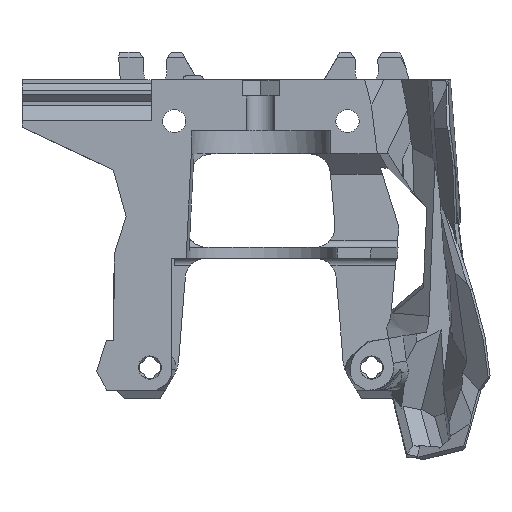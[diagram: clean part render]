
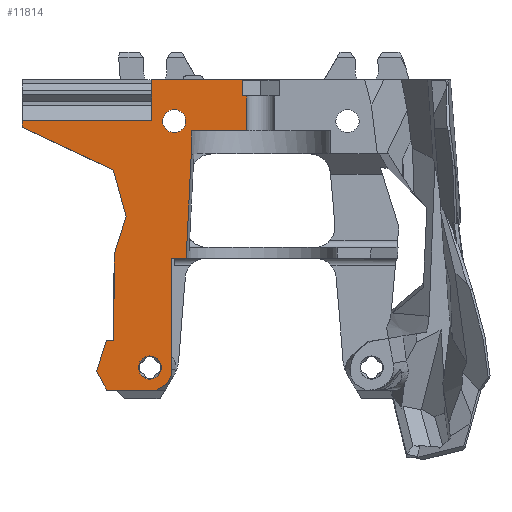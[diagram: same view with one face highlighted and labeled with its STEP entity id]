
A CAD part, front view. The second image highlights one B-rep face of the part: STEP entity #11814.
In plain terms, the highlighted planar face has unit normal (0, -1, 0).
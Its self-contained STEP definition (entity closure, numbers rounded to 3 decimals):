
#412=FACE_BOUND('',#1231,.T.);
#413=FACE_BOUND('',#1232,.T.);
#452=CIRCLE('',#12457,1.7);
#453=CIRCLE('',#12458,1.7);
#603=FACE_OUTER_BOUND('',#1230,.T.);
#1230=EDGE_LOOP('',(#7780,#7781,#7782,#7783,#7784,#7785,#7786,#7787,#7788,
#7789,#7790,#7791,#7792,#7793,#7794,#7795,#7796,#7797,#7798,#7799,#7800,
#7801,#7802,#7803));
#1231=EDGE_LOOP('',(#7804));
#1232=EDGE_LOOP('',(#7805));
#1920=LINE('',#16203,#3350);
#1925=LINE('',#16212,#3355);
#1926=LINE('',#16214,#3356);
#1927=LINE('',#16216,#3357);
#1928=LINE('',#16218,#3358);
#1929=LINE('',#16220,#3359);
#1930=LINE('',#16222,#3360);
#1931=LINE('',#16224,#3361);
#1932=LINE('',#16226,#3362);
#1933=LINE('',#16228,#3363);
#1934=LINE('',#16230,#3364);
#1935=LINE('',#16232,#3365);
#1936=LINE('',#16234,#3366);
#1937=LINE('',#16236,#3367);
#1938=LINE('',#16238,#3368);
#1939=LINE('',#16240,#3369);
#1940=LINE('',#16242,#3370);
#1941=LINE('',#16244,#3371);
#1942=LINE('',#16246,#3372);
#1943=LINE('',#16248,#3373);
#1944=LINE('',#16250,#3374);
#1945=LINE('',#16252,#3375);
#1946=LINE('',#16254,#3376);
#1947=LINE('',#16255,#3377);
#3350=VECTOR('',#13250,10.);
#3355=VECTOR('',#13257,1000.);
#3356=VECTOR('',#13258,1000.);
#3357=VECTOR('',#13259,1000.);
#3358=VECTOR('',#13260,1000.);
#3359=VECTOR('',#13261,1000.);
#3360=VECTOR('',#13262,1000.);
#3361=VECTOR('',#13263,1000.);
#3362=VECTOR('',#13264,1000.);
#3363=VECTOR('',#13265,1000.);
#3364=VECTOR('',#13266,1000.);
#3365=VECTOR('',#13267,1000.);
#3366=VECTOR('',#13268,1000.);
#3367=VECTOR('',#13269,1000.);
#3368=VECTOR('',#13270,1000.);
#3369=VECTOR('',#13271,1000.);
#3370=VECTOR('',#13272,1000.);
#3371=VECTOR('',#13273,10.);
#3372=VECTOR('',#13274,10.);
#3373=VECTOR('',#13275,10.);
#3374=VECTOR('',#13276,1000.);
#3375=VECTOR('',#13277,10.);
#3376=VECTOR('',#13278,10.);
#3377=VECTOR('',#13279,10.);
#4775=VERTEX_POINT('',#16201);
#4776=VERTEX_POINT('',#16202);
#4779=VERTEX_POINT('',#16211);
#4780=VERTEX_POINT('',#16213);
#4781=VERTEX_POINT('',#16215);
#4782=VERTEX_POINT('',#16217);
#4783=VERTEX_POINT('',#16219);
#4784=VERTEX_POINT('',#16221);
#4785=VERTEX_POINT('',#16223);
#4786=VERTEX_POINT('',#16225);
#4787=VERTEX_POINT('',#16227);
#4788=VERTEX_POINT('',#16229);
#4789=VERTEX_POINT('',#16231);
#4790=VERTEX_POINT('',#16233);
#4791=VERTEX_POINT('',#16235);
#4792=VERTEX_POINT('',#16237);
#4793=VERTEX_POINT('',#16239);
#4794=VERTEX_POINT('',#16241);
#4795=VERTEX_POINT('',#16243);
#4796=VERTEX_POINT('',#16245);
#4797=VERTEX_POINT('',#16247);
#4798=VERTEX_POINT('',#16249);
#4799=VERTEX_POINT('',#16251);
#4800=VERTEX_POINT('',#16253);
#4801=VERTEX_POINT('',#16256);
#4802=VERTEX_POINT('',#16258);
#5951=EDGE_CURVE('',#4775,#4776,#1920,.T.);
#5956=EDGE_CURVE('',#4779,#4775,#1925,.T.);
#5957=EDGE_CURVE('',#4779,#4780,#1926,.T.);
#5958=EDGE_CURVE('',#4781,#4780,#1927,.T.);
#5959=EDGE_CURVE('',#4782,#4781,#1928,.T.);
#5960=EDGE_CURVE('',#4783,#4782,#1929,.T.);
#5961=EDGE_CURVE('',#4783,#4784,#1930,.T.);
#5962=EDGE_CURVE('',#4785,#4784,#1931,.T.);
#5963=EDGE_CURVE('',#4786,#4785,#1932,.T.);
#5964=EDGE_CURVE('',#4787,#4786,#1933,.T.);
#5965=EDGE_CURVE('',#4787,#4788,#1934,.T.);
#5966=EDGE_CURVE('',#4788,#4789,#1935,.T.);
#5967=EDGE_CURVE('',#4789,#4790,#1936,.T.);
#5968=EDGE_CURVE('',#4790,#4791,#1937,.T.);
#5969=EDGE_CURVE('',#4791,#4792,#1938,.T.);
#5970=EDGE_CURVE('',#4792,#4793,#1939,.T.);
#5971=EDGE_CURVE('',#4793,#4794,#1940,.T.);
#5972=EDGE_CURVE('',#4794,#4795,#1941,.T.);
#5973=EDGE_CURVE('',#4795,#4796,#1942,.T.);
#5974=EDGE_CURVE('',#4796,#4797,#1943,.T.);
#5975=EDGE_CURVE('',#4798,#4797,#1944,.T.);
#5976=EDGE_CURVE('',#4798,#4799,#1945,.T.);
#5977=EDGE_CURVE('',#4800,#4799,#1946,.T.);
#5978=EDGE_CURVE('',#4800,#4776,#1947,.T.);
#5979=EDGE_CURVE('',#4801,#4801,#452,.T.);
#5980=EDGE_CURVE('',#4802,#4802,#453,.T.);
#7780=ORIENTED_EDGE('',*,*,#5951,.F.);
#7781=ORIENTED_EDGE('',*,*,#5956,.F.);
#7782=ORIENTED_EDGE('',*,*,#5957,.T.);
#7783=ORIENTED_EDGE('',*,*,#5958,.F.);
#7784=ORIENTED_EDGE('',*,*,#5959,.F.);
#7785=ORIENTED_EDGE('',*,*,#5960,.F.);
#7786=ORIENTED_EDGE('',*,*,#5961,.T.);
#7787=ORIENTED_EDGE('',*,*,#5962,.F.);
#7788=ORIENTED_EDGE('',*,*,#5963,.F.);
#7789=ORIENTED_EDGE('',*,*,#5964,.F.);
#7790=ORIENTED_EDGE('',*,*,#5965,.T.);
#7791=ORIENTED_EDGE('',*,*,#5966,.T.);
#7792=ORIENTED_EDGE('',*,*,#5967,.T.);
#7793=ORIENTED_EDGE('',*,*,#5968,.T.);
#7794=ORIENTED_EDGE('',*,*,#5969,.T.);
#7795=ORIENTED_EDGE('',*,*,#5970,.T.);
#7796=ORIENTED_EDGE('',*,*,#5971,.T.);
#7797=ORIENTED_EDGE('',*,*,#5972,.T.);
#7798=ORIENTED_EDGE('',*,*,#5973,.T.);
#7799=ORIENTED_EDGE('',*,*,#5974,.T.);
#7800=ORIENTED_EDGE('',*,*,#5975,.F.);
#7801=ORIENTED_EDGE('',*,*,#5976,.T.);
#7802=ORIENTED_EDGE('',*,*,#5977,.F.);
#7803=ORIENTED_EDGE('',*,*,#5978,.T.);
#7804=ORIENTED_EDGE('',*,*,#5979,.T.);
#7805=ORIENTED_EDGE('',*,*,#5980,.F.);
#11350=PLANE('',#12456);
#11814=ADVANCED_FACE('',(#603,#412,#413),#11350,.F.);
#12456=AXIS2_PLACEMENT_3D('',#16210,#13255,#13256);
#12457=AXIS2_PLACEMENT_3D('',#16257,#13280,#13281);
#12458=AXIS2_PLACEMENT_3D('',#16259,#13282,#13283);
#13250=DIRECTION('',(-0.906,0.,0.423));
#13255=DIRECTION('center_axis',(0.,1.,0.));
#13256=DIRECTION('ref_axis',(1.,0.,0.));
#13257=DIRECTION('',(-0.264,0.,0.964));
#13258=DIRECTION('',(-0.298,0.,-0.955));
#13259=DIRECTION('',(0.002,0.,1.));
#13260=DIRECTION('',(1.,0.,0.));
#13261=DIRECTION('',(0.298,0.,0.955));
#13262=DIRECTION('',(0.481,0.,-0.877));
#13263=DIRECTION('',(-1.,0.,0.));
#13264=DIRECTION('',(-0.866,0.,-0.5));
#13265=DIRECTION('',(-0.5,0.,-0.866));
#13266=DIRECTION('',(0.,0.,1.));
#13267=DIRECTION('',(0.,0.,1.));
#13268=DIRECTION('',(1.,0.,0.));
#13269=DIRECTION('',(0.049,0.,0.999));
#13270=DIRECTION('',(0.,0.,1.));
#13271=DIRECTION('',(1.,0.,0.));
#13272=DIRECTION('',(0.,0.,1.));
#13273=DIRECTION('',(-1.,0.,0.));
#13274=DIRECTION('',(0.,0.,1.));
#13275=DIRECTION('',(-0.707,0.,0.707));
#13276=DIRECTION('',(1.,0.,0.));
#13277=DIRECTION('',(0.,0.,-1.));
#13278=DIRECTION('',(1.,0.,0.));
#13279=DIRECTION('',(0.,0.,-1.));
#13280=DIRECTION('center_axis',(0.,1.,0.));
#13281=DIRECTION('ref_axis',(1.,0.,0.));
#13282=DIRECTION('center_axis',(0.,-1.,0.));
#13283=DIRECTION('ref_axis',(0.,0.,
-1.));
#16201=CARTESIAN_POINT('',(-21.6,0.,48.252));
#16202=CARTESIAN_POINT('',(-35.,0.,54.5));
#16203=CARTESIAN_POINT('',(-26.65,0.,50.607));
#16210=CARTESIAN_POINT('Origin',(16.698,0.,
31.934));
#16211=CARTESIAN_POINT('',(-19.739,0.,41.455));
#16212=CARTESIAN_POINT('',(-19.579,0.,40.87));
#16213=CARTESIAN_POINT('',(-21.506,0.,35.799));
#16214=CARTESIAN_POINT('',(-19.739,0.,41.455));
#16215=CARTESIAN_POINT('',(-21.529,0.,23.301));
#16216=CARTESIAN_POINT('',(-21.543,0.,16.153));
#16217=CARTESIAN_POINT('',(-22.64,0.,23.301));
#16218=CARTESIAN_POINT('',(6.662,0.,23.301));
#16219=CARTESIAN_POINT('',(-24.067,0.,18.732));
#16220=CARTESIAN_POINT('',(-23.108,0.,21.804));
#16221=CARTESIAN_POINT('',(-22.569,0.,16.001));
#16222=CARTESIAN_POINT('',(-25.05,0.,20.521));
#16223=CARTESIAN_POINT('',(-15.345,0.,16.001));
#16224=CARTESIAN_POINT('',(-23.493,0.,16.001));
#16225=CARTESIAN_POINT('',(-13.845,0.,16.867));
#16226=CARTESIAN_POINT('',(0.496,0.,25.147));
#16227=CARTESIAN_POINT('',(-13.15,0.,18.071));
#16228=CARTESIAN_POINT('',(-11.565,0.,20.816));
#16229=CARTESIAN_POINT('',(-13.15,0.,19.068));
#16230=CARTESIAN_POINT('',(-13.15,0.,29.867));
#16231=CARTESIAN_POINT('',(-13.15,0.,35.301));
#16232=CARTESIAN_POINT('',(-13.15,0.,29.867));
#16233=CARTESIAN_POINT('',(-10.946,0.,35.301));
#16234=CARTESIAN_POINT('',(4.294,0.,35.301));
#16235=CARTESIAN_POINT('',(-10.2,0.,50.5));
#16236=CARTESIAN_POINT('',(-11.245,0.,29.2));
#16237=CARTESIAN_POINT('',(-10.2,0.,54.));
#16238=CARTESIAN_POINT('',(-10.2,0.,54.));
#16239=CARTESIAN_POINT('',(-2.05,0.,54.));
#16240=CARTESIAN_POINT('',(8.349,0.,54.));
#16241=CARTESIAN_POINT('',(-2.05,0.,59.1));
#16242=CARTESIAN_POINT('',(-2.05,0.,61.5));
#16243=CARTESIAN_POINT('',(-2.7,0.,59.1));
#16244=CARTESIAN_POINT('',(8.414,0.,59.1));
#16245=CARTESIAN_POINT('',(-2.7,0.,61.3));
#16246=CARTESIAN_POINT('',(-2.7,0.,45.517));
#16247=CARTESIAN_POINT('',(-2.9,0.,61.5));
#16248=CARTESIAN_POINT('',(9.391,0.,49.209));
#16249=CARTESIAN_POINT('',(-16.,0.,61.5));
#16250=CARTESIAN_POINT('',(-19.733,0.,61.5));
#16251=CARTESIAN_POINT('',(-16.,0.,55.5));
#16252=CARTESIAN_POINT('',(-16.,0.,45.467));
#16253=CARTESIAN_POINT('',(-35.,0.,55.5));
#16254=CARTESIAN_POINT('',(-30.75,0.,55.5));
#16255=CARTESIAN_POINT('',(-35.,0.,50.5));
#16256=CARTESIAN_POINT('',(-17.95,0.,19.301));
#16257=CARTESIAN_POINT('Origin',(-16.25,0.,
19.301));
#16258=CARTESIAN_POINT('',(-12.7,0.,57.124));
#16259=CARTESIAN_POINT('Origin',(-12.7,0.,
55.424));
